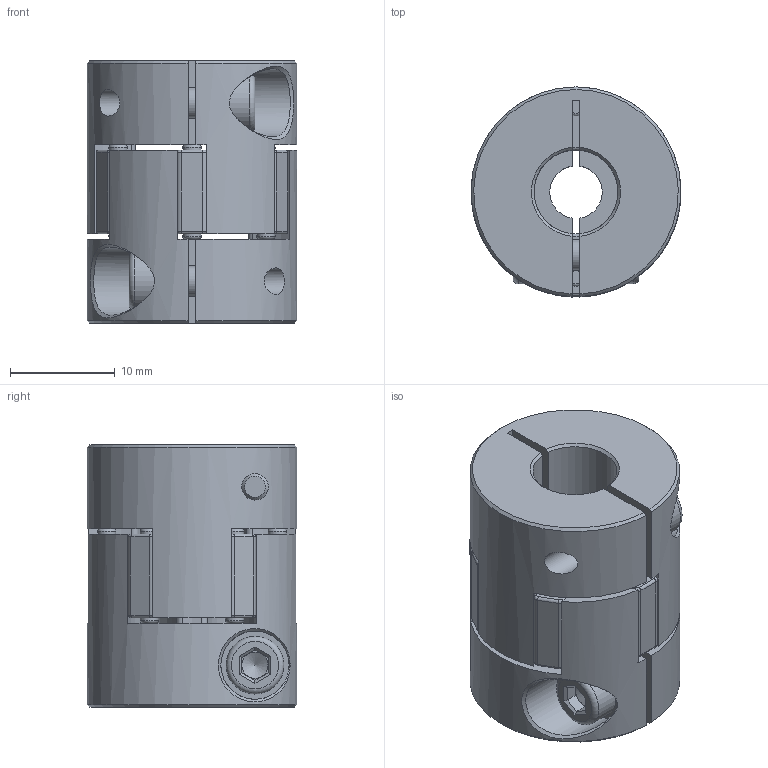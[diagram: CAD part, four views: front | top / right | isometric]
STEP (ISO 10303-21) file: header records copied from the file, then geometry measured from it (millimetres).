
FILE_DESCRIPTION(/* description */ (''),/* implementation_level */ '2;1');
FILE_NAME(/* name */ 'HW2204GC-Coupler - Spider Jaw Type - 5x8mm.step',/* time_stamp */ '2022-09-19T15:15:31+01:00',/* author */ (''),/* organization */ (''),/* preprocessor_version */ 'ST-DEVELOPER v19',/* originating_system */ 'Autodesk Translation Framework v11.7.0.108',/* authorisation */ '');
FILE_SCHEMA (('AUTOMOTIVE_DESIGN { 1 0 10303 214 3 1 1 }'));
Length unit declared in the file: millimetre
Products named in the file (2): HW2204GC; _ISO-4762 - M3x8 v1
Assembly tree (2 placements, depth 2):
  HW2204GC
    _ISO-4762 - M3x8 v1  x2
Bounding box: 20 x 19.99 x 25 mm (x, y, z)
Volume: 6212.1 mm3; surface area: 5527.7 mm2
Topology: 5 solids, 5 shells, 321 faces, 752 edges, 457 vertices
Faces by surface type: cylinder 111, plane 94, torus 78, bspline 26, cone 12
Full cylindrical faces by diameter (mm): 1.75 x12, 2.529 x4, 2.927 x2, 5.5 x2, 6.5 x2, 8 x1
Entity records: 9117 total; most frequent: CARTESIAN_POINT 2031, DIRECTION 1670, ORIENTED_EDGE 1384, AXIS2_PLACEMENT_3D 724, EDGE_CURVE 692, CIRCLE 452, VERTEX_POINT 423, EDGE_LOOP 319
